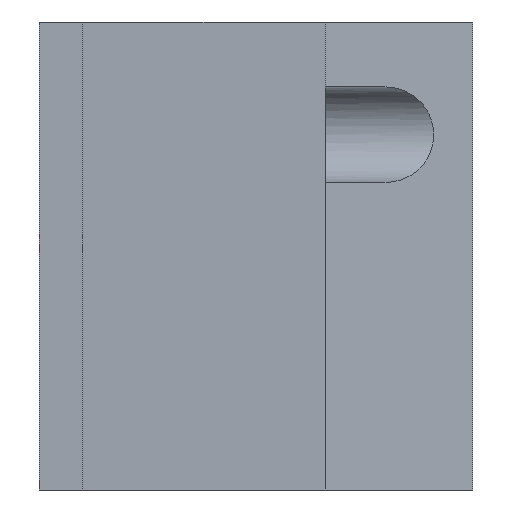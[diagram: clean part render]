
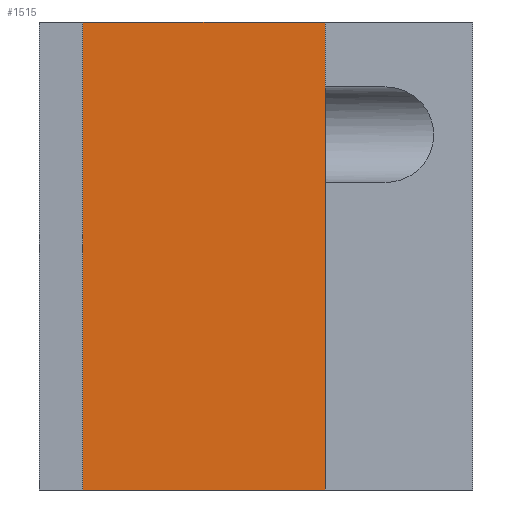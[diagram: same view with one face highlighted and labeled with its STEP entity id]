
A CAD part, left-side view. The second image highlights one B-rep face of the part: STEP entity #1515.
In plain terms, the highlighted planar face has unit normal (-1, 0, 0).
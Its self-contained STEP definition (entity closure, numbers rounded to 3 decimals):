
#106=PLANE('',#1735);
#180=FACE_OUTER_BOUND('',#279,.T.);
#279=EDGE_LOOP('',(#1272,#1273,#1274,#1275,#1276,#1277));
#338=LINE('',#2346,#476);
#382=LINE('',#2528,#520);
#383=LINE('',#2531,#521);
#387=LINE('',#2538,#525);
#403=LINE('',#2572,#541);
#409=LINE('',#2590,#547);
#476=VECTOR('',#1892,10.);
#520=VECTOR('',#2026,10.);
#521=VECTOR('',#2029,10.);
#525=VECTOR('',#2033,10.);
#541=VECTOR('',#2065,10.);
#547=VECTOR('',#2089,10.);
#681=VERTEX_POINT('',#2344);
#682=VERTEX_POINT('',#2345);
#728=VERTEX_POINT('',#2520);
#729=VERTEX_POINT('',#2524);
#730=VERTEX_POINT('',#2530);
#733=VERTEX_POINT('',#2536);
#833=EDGE_CURVE('',#681,#682,#338,.T.);
#900=EDGE_CURVE('',#728,#729,#382,.T.);
#901=EDGE_CURVE('',#730,#728,#383,.T.);
#905=EDGE_CURVE('',#729,#733,#387,.T.);
#923=EDGE_CURVE('',#733,#681,#403,.T.);
#932=EDGE_CURVE('',#682,#730,#409,.T.);
#1272=ORIENTED_EDGE('',*,*,#833,.T.);
#1273=ORIENTED_EDGE('',*,*,#932,.T.);
#1274=ORIENTED_EDGE('',*,*,#901,.T.);
#1275=ORIENTED_EDGE('',*,*,#900,.T.);
#1276=ORIENTED_EDGE('',*,*,#905,.T.);
#1277=ORIENTED_EDGE('',*,*,#923,.T.);
#1515=ADVANCED_FACE('',(#180),#106,.T.);
#1735=AXIS2_PLACEMENT_3D('',#2593,#2093,#2094);
#1892=DIRECTION('',(0.,0.,-1.));
#2026=DIRECTION('',(0.,0.,1.));
#2029=DIRECTION('',(0.,0.,1.));
#2033=DIRECTION('',(0.,0.,1.));
#2065=DIRECTION('',(0.,1.,0.));
#2089=DIRECTION('',(0.,-1.,0.));
#2093=DIRECTION('center_axis',(-1.,0.,0.));
#2094=DIRECTION('ref_axis',(0.,0.,1.));
#2344=CARTESIAN_POINT('',(-29.,20.,27.));
#2345=CARTESIAN_POINT('',(-29.,20.,-27.));
#2346=CARTESIAN_POINT('',(-29.,20.,-13.5));
#2520=CARTESIAN_POINT('',(-29.,-8.,8.5));
#2524=CARTESIAN_POINT('',(-29.,-8.,19.5));
#2528=CARTESIAN_POINT('',(-29.,-8.,13.5));
#2530=CARTESIAN_POINT('',(-29.,-8.,-27.));
#2531=CARTESIAN_POINT('',(-29.,-8.,13.5));
#2536=CARTESIAN_POINT('',(-29.,-8.,27.));
#2538=CARTESIAN_POINT('',(-29.,-8.,13.5));
#2572=CARTESIAN_POINT('',(-29.,-25.,27.));
#2590=CARTESIAN_POINT('',(-29.,-25.,-27.));
#2593=CARTESIAN_POINT('Origin',(-29.,-25.,0.));
